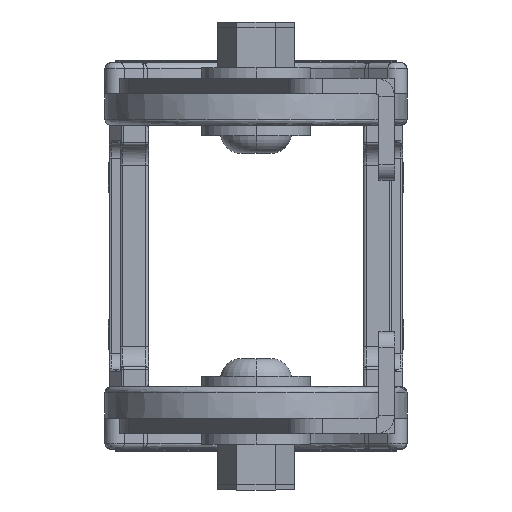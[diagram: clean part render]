
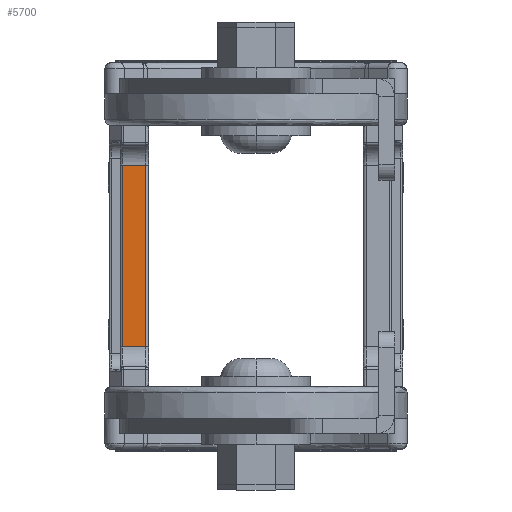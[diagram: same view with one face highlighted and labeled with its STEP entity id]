
A CAD part, left-side view. The second image highlights one B-rep face of the part: STEP entity #5700.
In plain terms, the highlighted planar face has unit normal (-1, 0, 0).
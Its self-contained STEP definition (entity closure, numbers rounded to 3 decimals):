
#258 = LINE ( 'NONE', #15268, #37320 ) ;
#771 = ORIENTED_EDGE ( 'NONE', *, *, #1069, .T. ) ;
#1069 = EDGE_CURVE ( 'NONE', #29911, #27109, #30568, .T. ) ;
#3180 = ORIENTED_EDGE ( 'NONE', *, *, #9005, .F. ) ;
#3513 = CARTESIAN_POINT ( 'NONE',  ( -79.8, 98.104, -15.983 ) ) ;
#4766 = CARTESIAN_POINT ( 'NONE',  ( -79.8, 197.554, 77.367 ) ) ;
#5154 = CARTESIAN_POINT ( 'NONE',  ( -79.8, 98.104, 77.367 ) ) ;
#5700 = ADVANCED_FACE ( 'NONE', ( #15114 ), #39450, .T. ) ;
#8955 = LINE ( 'NONE', #5154, #42634 ) ;
#9005 = EDGE_CURVE ( 'NONE', #29911, #34492, #11597, .T. ) ;
#11597 = LINE ( 'NONE', #23727, #42468 ) ;
#12955 = CARTESIAN_POINT ( 'NONE',  ( -79.8, 193.066, 42.547 ) ) ;
#14456 = DIRECTION ( 'NONE',  ( 0., 0., 1. ) ) ;
#15114 = FACE_OUTER_BOUND ( 'NONE', #37712, .T. ) ;
#15268 = CARTESIAN_POINT ( 'NONE',  ( -79.8, 197.554, -15.983 ) ) ;
#17713 = VECTOR ( 'NONE', #14456, 1000. ) ;
#21375 = EDGE_CURVE ( 'NONE', #27109, #26586, #8955, .T. ) ;
#21480 = AXIS2_PLACEMENT_3D ( 'NONE', #3513, #28784, #21911 ) ;
#21911 = DIRECTION ( 'NONE',  ( 0., 0., 1. ) ) ;
#21991 = DIRECTION ( 'NONE',  ( 0., 1., 0. ) ) ;
#23727 = CARTESIAN_POINT ( 'NONE',  ( -79.8, 98.104, 42.547 ) ) ;
#25379 = CARTESIAN_POINT ( 'NONE',  ( -79.8, 197.554, 42.547 ) ) ;
#26586 = VERTEX_POINT ( 'NONE', #4766 ) ;
#27109 = VERTEX_POINT ( 'NONE', #41468 ) ;
#28784 = DIRECTION ( 'NONE',  ( -1., 0., 0. ) ) ;
#29911 = VERTEX_POINT ( 'NONE', #12955 ) ;
#30568 = LINE ( 'NONE', #36114, #17713 ) ;
#34492 = VERTEX_POINT ( 'NONE', #25379 ) ;
#34549 = DIRECTION ( 'NONE',  ( 0., 1., 0. ) ) ;
#34579 = ORIENTED_EDGE ( 'NONE', *, *, #21375, .T. ) ;
#34739 = ORIENTED_EDGE ( 'NONE', *, *, #46368, .T. ) ;
#36114 = CARTESIAN_POINT ( 'NONE',  ( -79.8, 193.066, 78.367 ) ) ;
#37320 = VECTOR ( 'NONE', #44112, 1000. ) ;
#37712 = EDGE_LOOP ( 'NONE', ( #34739, #3180, #771, #34579 ) ) ;
#39450 = PLANE ( 'NONE',  #21480 ) ;
#41468 = CARTESIAN_POINT ( 'NONE',  ( -79.8, 193.066, 77.367 ) ) ;
#42468 = VECTOR ( 'NONE', #34549, 1000. ) ;
#42634 = VECTOR ( 'NONE', #21991, 1000. ) ;
#44112 = DIRECTION ( 'NONE',  ( 0., 0., -1. ) ) ;
#46368 = EDGE_CURVE ( 'NONE', #26586, #34492, #258, .T. ) ;
